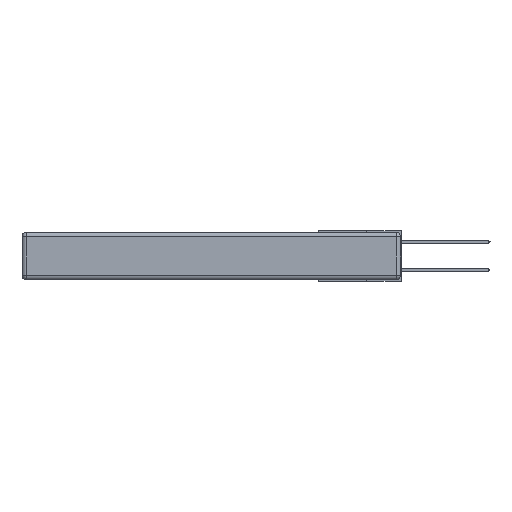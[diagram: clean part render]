
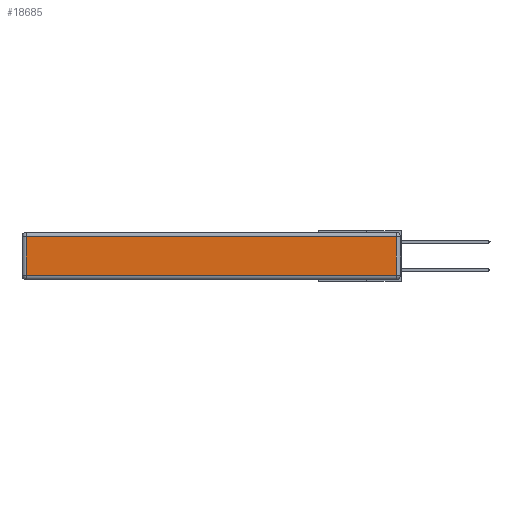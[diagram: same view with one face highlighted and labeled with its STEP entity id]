
A CAD part, left-side view. The second image highlights one B-rep face of the part: STEP entity #18685.
In plain terms, the highlighted planar face has unit normal (-1, 0, 0).
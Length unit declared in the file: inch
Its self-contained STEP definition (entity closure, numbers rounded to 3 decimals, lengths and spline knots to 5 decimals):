
#1197 = AXIS2_PLACEMENT_3D ( 'NONE', #14718, #13339, #4590 ) ;
#1270 = VECTOR ( 'NONE', #11180, 39.37008 ) ;
#2100 = VECTOR ( 'NONE', #10757, 39.37008 ) ;
#2301 = VERTEX_POINT ( 'NONE', #15453 ) ;
#2818 = VECTOR ( 'NONE', #8183, 39.37008 ) ;
#3415 = VECTOR ( 'NONE', #6455, 39.37008 ) ;
#4453 = PLANE ( 'NONE',  #1197 ) ;
#4590 = DIRECTION ( 'NONE',  ( 0., 0., 1. ) ) ;
#4704 = EDGE_LOOP ( 'NONE', ( #16838, #8604, #16154, #5479 ) ) ;
#5161 = EDGE_CURVE ( 'NONE', #14616, #2301, #5422, .T. ) ;
#5340 = FACE_OUTER_BOUND ( 'NONE', #4704, .T. ) ;
#5422 = LINE ( 'NONE', #14681, #1270 ) ;
#5479 = ORIENTED_EDGE ( 'NONE', *, *, #11676, .T. ) ;
#5775 = VERTEX_POINT ( 'NONE', #17033 ) ;
#6455 = DIRECTION ( 'NONE',  ( 0., 0., -1. ) ) ;
#7340 = EDGE_CURVE ( 'NONE', #5775, #17066, #14869, .T. ) ;
#8183 = DIRECTION ( 'NONE',  ( 0., 0., 1. ) ) ;
#8414 = CARTESIAN_POINT ( 'NONE',  ( 0., 2.72, -0.03 ) ) ;
#8604 = ORIENTED_EDGE ( 'NONE', *, *, #14531, .T. ) ;
#9258 = CARTESIAN_POINT ( 'NONE',  ( 0., 2.75, -0.03 ) ) ;
#10757 = DIRECTION ( 'NONE',  ( 0., 1., 0. ) ) ;
#11180 = DIRECTION ( 'NONE',  ( 0., -1., 0. ) ) ;
#11676 = EDGE_CURVE ( 'NONE', #17066, #14616, #12700, .T. ) ;
#12248 = CARTESIAN_POINT ( 'NONE',  ( 0., 2.72, -0.343 ) ) ;
#12700 = LINE ( 'NONE', #12248, #3415 ) ;
#12737 = CARTESIAN_POINT ( 'NONE',  ( 0., 2.72, -0.313 ) ) ;
#13339 = DIRECTION ( 'NONE',  ( -1., 0., 0. ) ) ;
#13500 = LINE ( 'NONE', #15396, #2818 ) ;
#14531 = EDGE_CURVE ( 'NONE', #2301, #5775, #13500, .T. ) ;
#14616 = VERTEX_POINT ( 'NONE', #12737 ) ;
#14681 = CARTESIAN_POINT ( 'NONE',  ( 0., 0., -0.313 ) ) ;
#14718 = CARTESIAN_POINT ( 'NONE',  ( 0., 0., -0.343 ) ) ;
#14869 = LINE ( 'NONE', #9258, #2100 ) ;
#15396 = CARTESIAN_POINT ( 'NONE',  ( 0., 0.03, -0.343 ) ) ;
#15453 = CARTESIAN_POINT ( 'NONE',  ( 0., 0.03, -0.313 ) ) ;
#16154 = ORIENTED_EDGE ( 'NONE', *, *, #7340, .T. ) ;
#16838 = ORIENTED_EDGE ( 'NONE', *, *, #5161, .T. ) ;
#17033 = CARTESIAN_POINT ( 'NONE',  ( 0., 0.03, -0.03 ) ) ;
#17066 = VERTEX_POINT ( 'NONE', #8414 ) ;
#18685 = ADVANCED_FACE ( 'NONE', ( #5340 ), #4453, .T. ) ;
